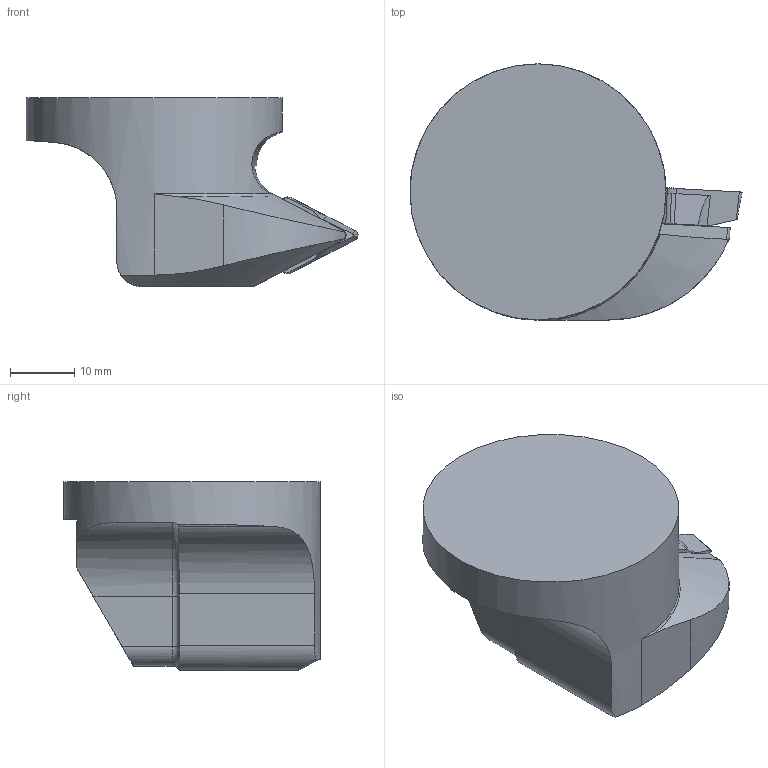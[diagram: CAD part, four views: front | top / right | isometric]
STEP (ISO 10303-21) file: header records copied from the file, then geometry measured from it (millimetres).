
FILE_DESCRIPTION(/* description */ (''),/* implementation_level */ '2;1');
FILE_NAME(/* name */ '1642477044651.stp',/* time_stamp */ '2022-01-18T09:07:43+06:00',/* author */ (''),/* organization */ ('SMS'),/* preprocessor_version */ 'ST-DEVELOPER v16.7',/* originating_system */ 'SIEMENS PLM Software NX 12.0',/* authorisation */ '');
FILE_SCHEMA (('AUTOMOTIVE_DESIGN { 1 0 10303 214 3 1 1 1 }'));
Length unit declared in the file: millimetre
Products named in the file (4): ASSEMBLY_CONSTRUCTION; 202599669mod000_00; 201571691mod000_02; 201571695mod000_02
Assembly tree (3 placements, depth 2):
  201571695mod000_02
    201571691mod000_02
    202599669mod000_00
    ASSEMBLY_CONSTRUCTION
Bounding box: 51.87 x 40 x 29.5 mm (x, y, z)
Volume: 24006.5 mm3; surface area: 6466.4 mm2
Topology: 2 solids, 2 shells, 113 faces, 301 edges, 198 vertices
Faces by surface type: plane 60, cylinder 23, cone 12, extrusion 8, torus 7, bspline 2, sphere 1
Full cylindrical faces by diameter (mm): 3.5 x1, 3.7 x1, 5.25 x1, 40 x1
Entity records: 3882 total; most frequent: CARTESIAN_POINT 967, DIRECTION 580, ORIENTED_EDGE 572, EDGE_CURVE 286, AXIS2_PLACEMENT_3D 205, VERTEX_POINT 186, VECTOR 170, LINE 162
